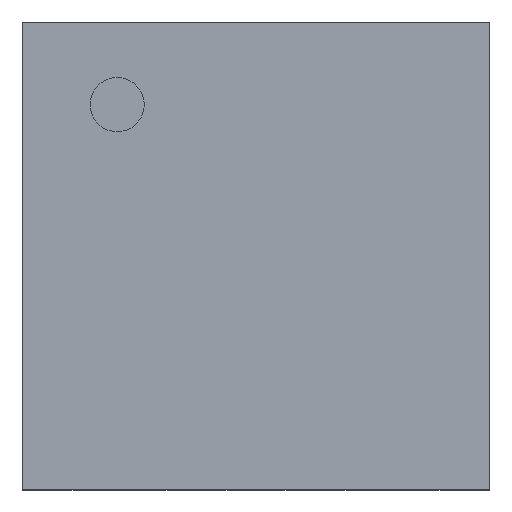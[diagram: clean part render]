
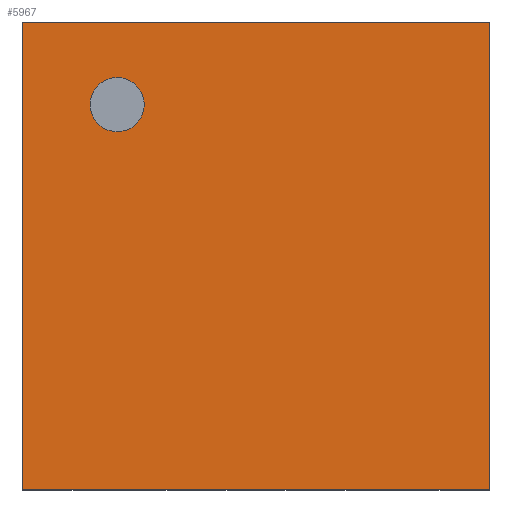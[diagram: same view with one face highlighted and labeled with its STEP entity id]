
A CAD part, top view. The second image highlights one B-rep face of the part: STEP entity #5967.
In plain terms, the highlighted planar face has unit normal (0, 0, 1).
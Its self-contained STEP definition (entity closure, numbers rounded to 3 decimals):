
#321 = DIRECTION ( 'NONE',  ( -1., 0., 0. ) ) ;
#358 = CARTESIAN_POINT ( 'NONE',  ( 0.582, 3.294, 0.9 ) ) ;
#611 = AXIS2_PLACEMENT_3D ( 'NONE', #10427, #3090, #4381 ) ;
#767 = VERTEX_POINT ( 'NONE', #15719 ) ;
#975 = FACE_BOUND ( 'NONE', #6114, .T. ) ;
#1730 = LINE ( 'NONE', #11214, #14338 ) ;
#1927 = EDGE_CURVE ( 'NONE', #14498, #767, #5232, .T. ) ;
#2550 = LINE ( 'NONE', #14495, #12303 ) ;
#3072 = EDGE_CURVE ( 'NONE', #13708, #8079, #11226, .T. ) ;
#3090 = DIRECTION ( 'NONE',  ( 0., 0., 1. ) ) ;
#3129 = AXIS2_PLACEMENT_3D ( 'NONE', #11106, #4977, #13506 ) ;
#3159 = ORIENTED_EDGE ( 'NONE', *, *, #11150, .F. ) ;
#3734 = DIRECTION ( 'NONE',  ( 0., 1., 0. ) ) ;
#4381 = DIRECTION ( 'NONE',  ( 1., 0., 0. ) ) ;
#4458 = AXIS2_PLACEMENT_3D ( 'NONE', #15300, #13896, #5369 ) ;
#4848 = PLANE ( 'NONE',  #3129 ) ;
#4977 = DIRECTION ( 'NONE',  ( 0., 0., 1. ) ) ;
#5232 = CIRCLE ( 'NONE', #4458, 0.232 ) ;
#5339 = VERTEX_POINT ( 'NONE', #10019 ) ;
#5369 = DIRECTION ( 'NONE',  ( 1., 0., 0. ) ) ;
#5490 = DIRECTION ( 'NONE',  ( 0., -1., 0. ) ) ;
#5967 = ADVANCED_FACE ( 'NONE', ( #975, #13396 ), #4848, .T. ) ;
#6114 = EDGE_LOOP ( 'NONE', ( #3159, #8760 ) ) ;
#6557 = CARTESIAN_POINT ( 'NONE',  ( 4., 0., 0.9 ) ) ;
#7156 = CARTESIAN_POINT ( 'NONE',  ( 4., 4., 0.9 ) ) ;
#7954 = EDGE_CURVE ( 'NONE', #5339, #13708, #14827, .T. ) ;
#7967 = VECTOR ( 'NONE', #13540, 1000. ) ;
#8079 = VERTEX_POINT ( 'NONE', #6557 ) ;
#8148 = ORIENTED_EDGE ( 'NONE', *, *, #7954, .T. ) ;
#8760 = ORIENTED_EDGE ( 'NONE', *, *, #1927, .F. ) ;
#9061 = VECTOR ( 'NONE', #5490, 1000. ) ;
#9813 = ORIENTED_EDGE ( 'NONE', *, *, #3072, .T. ) ;
#10019 = CARTESIAN_POINT ( 'NONE',  ( 0., 4., 0.9 ) ) ;
#10177 = VERTEX_POINT ( 'NONE', #7156 ) ;
#10427 = CARTESIAN_POINT ( 'NONE',  ( 0.813, 3.294, 0.9 ) ) ;
#10639 = EDGE_LOOP ( 'NONE', ( #8148, #9813, #15168, #12418 ) ) ;
#11106 = CARTESIAN_POINT ( 'NONE',  ( 0., 0., 0.9 ) ) ;
#11150 = EDGE_CURVE ( 'NONE', #767, #14498, #14414, .T. ) ;
#11214 = CARTESIAN_POINT ( 'NONE',  ( 4., 4., 0.9 ) ) ;
#11226 = LINE ( 'NONE', #11230, #7967 ) ;
#11230 = CARTESIAN_POINT ( 'NONE',  ( 0., 0., 0.9 ) ) ;
#12191 = EDGE_CURVE ( 'NONE', #10177, #5339, #1730, .T. ) ;
#12303 = VECTOR ( 'NONE', #3734, 1000. ) ;
#12418 = ORIENTED_EDGE ( 'NONE', *, *, #12191, .T. ) ;
#13396 = FACE_OUTER_BOUND ( 'NONE', #10639, .T. ) ;
#13506 = DIRECTION ( 'NONE',  ( 1., 0., 0. ) ) ;
#13540 = DIRECTION ( 'NONE',  ( 1., 0., 0. ) ) ;
#13708 = VERTEX_POINT ( 'NONE', #15542 ) ;
#13896 = DIRECTION ( 'NONE',  ( 0., 0., 1. ) ) ;
#13960 = CARTESIAN_POINT ( 'NONE',  ( 0., 4., 0.9 ) ) ;
#14338 = VECTOR ( 'NONE', #321, 1000. ) ;
#14414 = CIRCLE ( 'NONE', #611, 0.232 ) ;
#14495 = CARTESIAN_POINT ( 'NONE',  ( 4., 0., 0.9 ) ) ;
#14498 = VERTEX_POINT ( 'NONE', #358 ) ;
#14827 = LINE ( 'NONE', #13960, #9061 ) ;
#15168 = ORIENTED_EDGE ( 'NONE', *, *, #15664, .T. ) ;
#15300 = CARTESIAN_POINT ( 'NONE',  ( 0.813, 3.294, 0.9 ) ) ;
#15542 = CARTESIAN_POINT ( 'NONE',  ( 0., 0., 0.9 ) ) ;
#15664 = EDGE_CURVE ( 'NONE', #8079, #10177, #2550, .T. ) ;
#15719 = CARTESIAN_POINT ( 'NONE',  ( 1.045, 3.294, 0.9 ) ) ;
